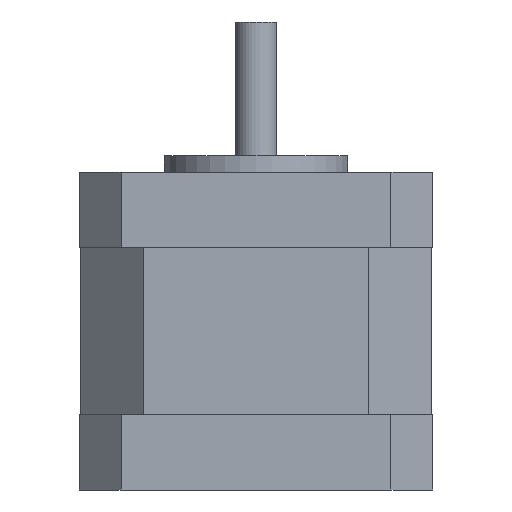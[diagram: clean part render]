
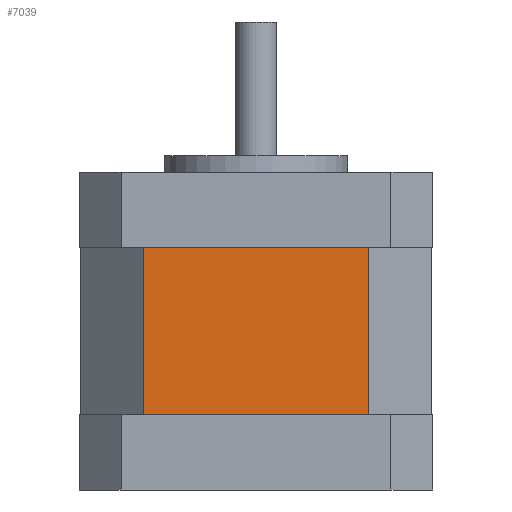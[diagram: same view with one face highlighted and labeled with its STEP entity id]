
A CAD part, front view. The second image highlights one B-rep face of the part: STEP entity #7039.
In plain terms, the highlighted planar face has unit normal (0, -1, 0).
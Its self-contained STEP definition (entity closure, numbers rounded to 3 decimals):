
#900 = CARTESIAN_POINT ( 'NONE',  ( -21.05, -21.05, -29. ) ) ;
#1063 = LINE ( 'NONE', #3017, #6807 ) ;
#1203 = CARTESIAN_POINT ( 'NONE',  ( -21.05, -21.05, -29. ) ) ;
#1415 = EDGE_CURVE ( 'NONE', #5019, #1522, #4597, .T. ) ;
#1522 = VERTEX_POINT ( 'NONE', #4000 ) ;
#1754 = DIRECTION ( 'NONE',  ( 0., 0., -1. ) ) ;
#2042 = EDGE_LOOP ( 'NONE', ( #6438, #4620, #3533, #3966 ) ) ;
#2543 = LINE ( 'NONE', #900, #4161 ) ;
#3017 = CARTESIAN_POINT ( 'NONE',  ( 13.422, -21.05, -29. ) ) ;
#3064 = VERTEX_POINT ( 'NONE', #3866 ) ;
#3181 = VECTOR ( 'NONE', #6740, 1000. ) ;
#3517 = EDGE_CURVE ( 'NONE', #3660, #5019, #6113, .T. ) ;
#3533 = ORIENTED_EDGE ( 'NONE', *, *, #3517, .F. ) ;
#3660 = VERTEX_POINT ( 'NONE', #6354 ) ;
#3831 = AXIS2_PLACEMENT_3D ( 'NONE', #1203, #5061, #1754 ) ;
#3866 = CARTESIAN_POINT ( 'NONE',  ( 13.422, -21.05, -29. ) ) ;
#3966 = ORIENTED_EDGE ( 'NONE', *, *, #6337, .T. ) ;
#4000 = CARTESIAN_POINT ( 'NONE',  ( 13.422, -21.05, -9. ) ) ;
#4093 = DIRECTION ( 'NONE',  ( 0., 0., -1. ) ) ;
#4161 = VECTOR ( 'NONE', #4757, 1000. ) ;
#4212 = EDGE_CURVE ( 'NONE', #1522, #3064, #1063, .T. ) ;
#4339 = DIRECTION ( 'NONE',  ( 1., 0., 0. ) ) ;
#4353 = CARTESIAN_POINT ( 'NONE',  ( -13.422, -21.05, -9. ) ) ;
#4597 = LINE ( 'NONE', #4893, #5912 ) ;
#4620 = ORIENTED_EDGE ( 'NONE', *, *, #1415, .F. ) ;
#4757 = DIRECTION ( 'NONE',  ( 1., 0., 0. ) ) ;
#4893 = CARTESIAN_POINT ( 'NONE',  ( -21.05, -21.05, -9. ) ) ;
#4901 = FACE_OUTER_BOUND ( 'NONE', #2042, .T. ) ;
#5019 = VERTEX_POINT ( 'NONE', #4353 ) ;
#5033 = PLANE ( 'NONE',  #3831 ) ;
#5061 = DIRECTION ( 'NONE',  ( 0., -1., 0. ) ) ;
#5912 = VECTOR ( 'NONE', #4339, 1000. ) ;
#6113 = LINE ( 'NONE', #6164, #3181 ) ;
#6164 = CARTESIAN_POINT ( 'NONE',  ( -13.422, -21.05, -29. ) ) ;
#6337 = EDGE_CURVE ( 'NONE', #3660, #3064, #2543, .T. ) ;
#6354 = CARTESIAN_POINT ( 'NONE',  ( -13.422, -21.05, -29. ) ) ;
#6438 = ORIENTED_EDGE ( 'NONE', *, *, #4212, .F. ) ;
#6740 = DIRECTION ( 'NONE',  ( 0., 0., 1. ) ) ;
#6807 = VECTOR ( 'NONE', #4093, 1000. ) ;
#7039 = ADVANCED_FACE ( 'NONE', ( #4901 ), #5033, .T. ) ;
